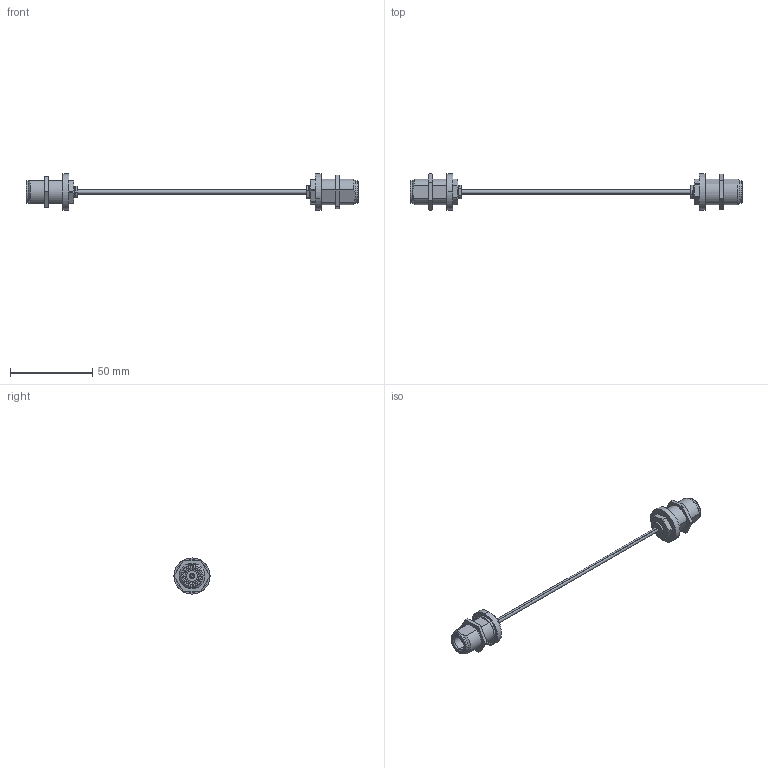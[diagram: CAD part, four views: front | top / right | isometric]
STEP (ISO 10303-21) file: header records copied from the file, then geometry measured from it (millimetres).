
FILE_DESCRIPTION (( 'STEP AP214' ), '1' );
FILE_NAME ('C29S-09-09-L.STEP', '2024-04-11T07:27:29', ( '' ), ( '' ), 'SwSTEP 2.0', 'SolidWorks 2014', '' );
FILE_SCHEMA (( 'AUTOMOTIVE_DESIGN' ));
Length unit declared in the file: millimetre
Products named in the file (9): C29S-09-09-L; C29S; N-KY-04-01; N-KY-04-02; N-KY-04-03; N-J-41-03; 橈埽赽; N-KY-03-02; N-KY-04-00
Assembly tree (9 placements, depth 3):
  C29S-09-09-L
    C29S
    N-KY-04-00  x2
      N-KY-04-01
      N-KY-04-02
      N-KY-04-03
      N-J-41-03
      橈埽赽
      N-KY-03-02
Bounding box: 202.15 x 22 x 22 mm (x, y, z)
Volume: 11324.6 mm3; surface area: 15955 mm2
Topology: 16 solids, 16 shells, 478 faces, 1140 edges, 726 vertices
Faces by surface type: cylinder 176, plane 164, cone 122, bspline 16
Entity records: 10395 total; most frequent: CARTESIAN_POINT 1647, DIRECTION 1304, ORIENTED_EDGE 1174, EDGE_CURVE 587, AXIS2_PLACEMENT_3D 534, VERTEX_POINT 377, EDGE_LOOP 286, CIRCLE 279
